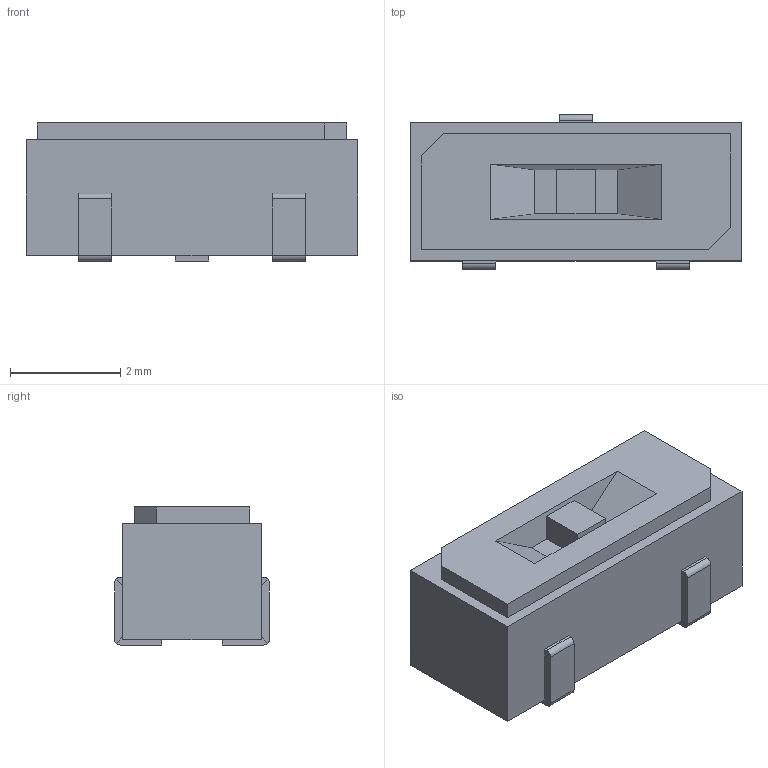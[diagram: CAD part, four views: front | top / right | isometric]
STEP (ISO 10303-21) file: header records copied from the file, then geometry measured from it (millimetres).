
FILE_DESCRIPTION(('Open CASCADE Model'),'2;1');
FILE_NAME('Open CASCADE Shape Model','2025-09-12T18:17:55',('Author'),( 'Open CASCADE'),'Open CASCADE STEP processor 7.8','Open CASCADE 7.8' ,'Unknown');
FILE_SCHEMA(('AUTOMOTIVE_DESIGN { 1 0 10303 214 1 1 1 1 }'));
Length unit declared in the file: millimetre
Products named in the file (1): COMPOUND
Bounding box: 6 x 2.8 x 2.5 mm (x, y, z)
Volume: 34.7 mm3; surface area: 78 mm2
Topology: 15 solids, 15 shells, 350 faces, 933 edges, 622 vertices
Faces by surface type: bspline 350
Entity records: 13437 total; most frequent: CARTESIAN_POINT 5465, ORIENTED_EDGE 1866, EDGE_CURVE 933, B_SPLINE_CURVE_WITH_KNOTS 909, VERTEX_POINT 622, FACE_BOUND 371, EDGE_LOOP 371, ADVANCED_FACE 350
